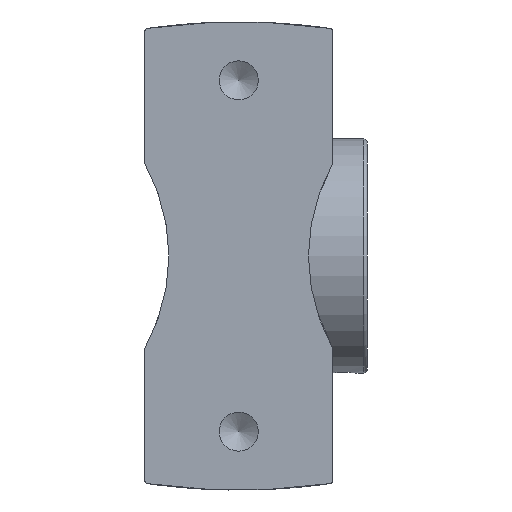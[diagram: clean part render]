
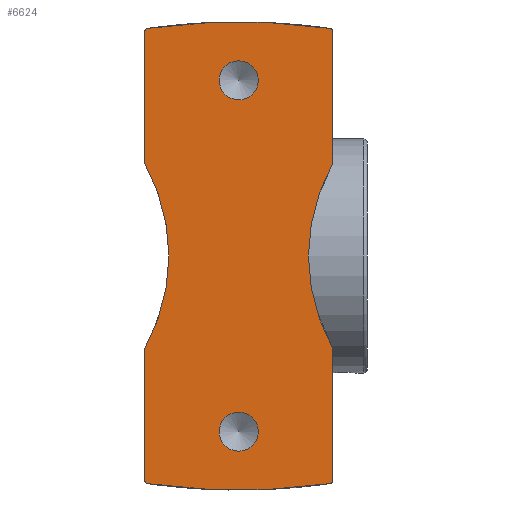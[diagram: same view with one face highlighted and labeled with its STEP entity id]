
A CAD part, front view. The second image highlights one B-rep face of the part: STEP entity #6624.
In plain terms, the highlighted face is planar.
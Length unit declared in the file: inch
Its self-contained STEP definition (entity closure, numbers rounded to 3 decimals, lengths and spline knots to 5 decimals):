
#575=CARTESIAN_POINT('',(-0.2085,-1.87598,0.));
#576=VERTEX_POINT('',#575);
#586=CARTESIAN_POINT('',(0.2085,-1.87598,0.));
#587=VERTEX_POINT('',#586);
#588=CARTESIAN_POINT('',(0.,-1.87598,0.));
#589=DIRECTION('',(0.,0.,1.));
#590=DIRECTION('',(1.,0.,-0.));
#591=AXIS2_PLACEMENT_3D('',#588,#589,#590);
#592=CIRCLE('',#591,0.2085);
#593=EDGE_CURVE('',#587,#576,#592,.T.);
#595=CARTESIAN_POINT('',(0.,-1.87598,0.));
#596=DIRECTION('',(0.,0.,1.));
#597=DIRECTION('',(1.,0.,-0.));
#598=AXIS2_PLACEMENT_3D('',#595,#596,#597);
#599=CIRCLE('',#598,0.2085);
#600=EDGE_CURVE('',#576,#587,#599,.T.);
#645=CARTESIAN_POINT('',(-0.2085,1.87598,0.));
#646=VERTEX_POINT('',#645);
#656=CARTESIAN_POINT('',(0.2085,1.87598,0.));
#657=VERTEX_POINT('',#656);
#658=CARTESIAN_POINT('',(0.,1.87598,0.));
#659=DIRECTION('',(0.,0.,1.));
#660=DIRECTION('',(1.,0.,-0.));
#661=AXIS2_PLACEMENT_3D('',#658,#659,#660);
#662=CIRCLE('',#661,0.2085);
#663=EDGE_CURVE('',#657,#646,#662,.T.);
#665=CARTESIAN_POINT('',(0.,1.87598,0.));
#666=DIRECTION('',(0.,0.,1.));
#667=DIRECTION('',(1.,0.,-0.));
#668=AXIS2_PLACEMENT_3D('',#665,#666,#667);
#669=CIRCLE('',#668,0.2085);
#670=EDGE_CURVE('',#646,#657,#669,.T.);
#3064=CARTESIAN_POINT('',(-0.97387,-2.431,0.));
#3065=VERTEX_POINT('',#3064);
#3072=CARTESIAN_POINT('',(0.97387,-2.431,0.));
#3073=VERTEX_POINT('',#3072);
#3074=CARTESIAN_POINT('',(-0.,4.4071,0.));
#3075=DIRECTION('',(0.,0.,-1.));
#3076=DIRECTION('',(1.,0.,0.));
#3077=AXIS2_PLACEMENT_3D('',#3074,#3075,#3076);
#3078=CIRCLE('',#3077,6.9071);
#3079=EDGE_CURVE('',#3073,#3065,#3078,.T.);
#3881=CARTESIAN_POINT('',(1.00394,-2.39635,0.));
#3882=VERTEX_POINT('',#3881);
#3889=CARTESIAN_POINT('',(1.00394,-0.98425,0.));
#3890=VERTEX_POINT('',#3889);
#3891=CARTESIAN_POINT('',(1.00394,1.08378,0.));
#3892=DIRECTION('',(0.,-1.,0.));
#3893=VECTOR('',#3892,0.55594);
#3894=LINE('',#3891,#3893);
#3895=EDGE_CURVE('',#3890,#3882,#3894,.T.);
#3913=CARTESIAN_POINT('',(0.96894,-2.39635,0.));
#3914=DIRECTION('',(0.,0.,1.));
#3915=DIRECTION('',(0.755,-0.655,0.));
#3916=AXIS2_PLACEMENT_3D('',#3913,#3914,#3915);
#3917=CIRCLE('',#3916,0.035);
#3918=EDGE_CURVE('',#3073,#3882,#3917,.T.);
#6025=CARTESIAN_POINT('',(-1.00394,-2.39635,0.));
#6026=VERTEX_POINT('',#6025);
#6033=CARTESIAN_POINT('',(-0.96894,-2.39635,0.));
#6034=DIRECTION('',(0.,0.,1.));
#6035=DIRECTION('',(-0.755,-0.655,0.));
#6036=AXIS2_PLACEMENT_3D('',#6033,#6034,#6035);
#6037=CIRCLE('',#6036,0.035);
#6038=EDGE_CURVE('',#6026,#3065,#6037,.T.);
#6050=CARTESIAN_POINT('',(-1.00394,-0.98425,0.));
#6051=VERTEX_POINT('',#6050);
#6058=CARTESIAN_POINT('',(-1.00394,1.08378,0.));
#6059=DIRECTION('',(0.,-1.,0.));
#6060=VECTOR('',#6059,0.55594);
#6061=LINE('',#6058,#6060);
#6062=EDGE_CURVE('',#6051,#6026,#6061,.T.);
#6073=CARTESIAN_POINT('',(-0.74498,-0.,0.));
#6074=VERTEX_POINT('',#6073);
#6085=CARTESIAN_POINT('',(-1.00394,0.98425,0.));
#6086=VERTEX_POINT('',#6085);
#6093=CARTESIAN_POINT('',(-2.74498,0.,0.));
#6094=DIRECTION('',(0.,0.,1.));
#6095=DIRECTION('',(-1.,0.,0.));
#6096=AXIS2_PLACEMENT_3D('',#6093,#6094,#6095);
#6097=CIRCLE('',#6096,2.);
#6098=EDGE_CURVE('',#6074,#6086,#6097,.T.);
#6139=CARTESIAN_POINT('',(-1.00394,2.39635,0.));
#6140=VERTEX_POINT('',#6139);
#6147=CARTESIAN_POINT('',(-1.00394,2.41472,0.));
#6148=DIRECTION('',(0.,-1.,0.));
#6149=VECTOR('',#6148,0.55594);
#6150=LINE('',#6147,#6149);
#6151=EDGE_CURVE('',#6140,#6086,#6150,.T.);
#6163=CARTESIAN_POINT('',(-0.97387,2.431,0.));
#6164=VERTEX_POINT('',#6163);
#6171=CARTESIAN_POINT('',(-0.96894,2.39635,0.));
#6172=DIRECTION('',(0.,0.,1.));
#6173=DIRECTION('',(-0.755,0.655,0.));
#6174=AXIS2_PLACEMENT_3D('',#6171,#6172,#6173);
#6175=CIRCLE('',#6174,0.035);
#6176=EDGE_CURVE('',#6164,#6140,#6175,.T.);
#6507=CARTESIAN_POINT('',(1.00394,2.39635,0.));
#6508=VERTEX_POINT('',#6507);
#6515=CARTESIAN_POINT('',(0.97387,2.431,0.));
#6516=VERTEX_POINT('',#6515);
#6517=CARTESIAN_POINT('',(0.96894,2.39635,0.));
#6518=DIRECTION('',(0.,-0.,1.));
#6519=DIRECTION('',(0.755,0.655,0.));
#6520=AXIS2_PLACEMENT_3D('',#6517,#6518,#6519);
#6521=CIRCLE('',#6520,0.035);
#6522=EDGE_CURVE('',#6508,#6516,#6521,.T.);
#6539=CARTESIAN_POINT('',(1.00394,0.98425,0.));
#6540=VERTEX_POINT('',#6539);
#6547=CARTESIAN_POINT('',(1.00394,2.41472,0.));
#6548=DIRECTION('',(0.,-1.,0.));
#6549=VECTOR('',#6548,0.55594);
#6550=LINE('',#6547,#6549);
#6551=EDGE_CURVE('',#6508,#6540,#6550,.T.);
#6569=CARTESIAN_POINT('',(0.49678,1.23409,0.));
#6570=DIRECTION('',(0.,0.,1.));
#6571=DIRECTION('',(1.,0.,0.));
#6572=AXIS2_PLACEMENT_3D('',#6569,#6570,#6571);
#6573=PLANE('',#6572);
#6574=ORIENTED_EDGE('',*,*,#593,.T.);
#6575=ORIENTED_EDGE('',*,*,#600,.T.);
#6576=EDGE_LOOP('',(#6574,#6575));
#6577=FACE_BOUND('',#6576,.T.);
#6578=ORIENTED_EDGE('',*,*,#663,.T.);
#6579=ORIENTED_EDGE('',*,*,#670,.T.);
#6580=EDGE_LOOP('',(#6578,#6579));
#6581=FACE_BOUND('',#6580,.T.);
#6582=ORIENTED_EDGE('',*,*,#6522,.F.);
#6583=ORIENTED_EDGE('',*,*,#6551,.T.);
#6584=CARTESIAN_POINT('',(0.74498,0.,0.));
#6585=VERTEX_POINT('',#6584);
#6586=CARTESIAN_POINT('',(2.74498,0.,0.));
#6587=DIRECTION('',(0.,0.,1.));
#6588=DIRECTION('',(1.,0.,-0.));
#6589=AXIS2_PLACEMENT_3D('',#6586,#6587,#6588);
#6590=CIRCLE('',#6589,2.);
#6591=EDGE_CURVE('',#6540,#6585,#6590,.T.);
#6592=ORIENTED_EDGE('',*,*,#6591,.T.);
#6593=CARTESIAN_POINT('',(2.74498,0.,0.));
#6594=DIRECTION('',(0.,0.,1.));
#6595=DIRECTION('',(1.,0.,-0.));
#6596=AXIS2_PLACEMENT_3D('',#6593,#6594,#6595);
#6597=CIRCLE('',#6596,2.);
#6598=EDGE_CURVE('',#6585,#3890,#6597,.T.);
#6599=ORIENTED_EDGE('',*,*,#6598,.T.);
#6600=ORIENTED_EDGE('',*,*,#3895,.T.);
#6601=ORIENTED_EDGE('',*,*,#3918,.F.);
#6602=ORIENTED_EDGE('',*,*,#3079,.T.);
#6603=ORIENTED_EDGE('',*,*,#6038,.F.);
#6604=ORIENTED_EDGE('',*,*,#6062,.F.);
#6605=CARTESIAN_POINT('',(-2.74498,0.,0.));
#6606=DIRECTION('',(0.,0.,1.));
#6607=DIRECTION('',(-1.,0.,0.));
#6608=AXIS2_PLACEMENT_3D('',#6605,#6606,#6607);
#6609=CIRCLE('',#6608,2.);
#6610=EDGE_CURVE('',#6051,#6074,#6609,.T.);
#6611=ORIENTED_EDGE('',*,*,#6610,.T.);
#6612=ORIENTED_EDGE('',*,*,#6098,.T.);
#6613=ORIENTED_EDGE('',*,*,#6151,.F.);
#6614=ORIENTED_EDGE('',*,*,#6176,.F.);
#6615=CARTESIAN_POINT('',(0.,-4.4071,0.));
#6616=DIRECTION('',(0.,0.,-1.));
#6617=DIRECTION('',(-1.,0.,0.));
#6618=AXIS2_PLACEMENT_3D('',#6615,#6616,#6617);
#6619=CIRCLE('',#6618,6.9071);
#6620=EDGE_CURVE('',#6164,#6516,#6619,.T.);
#6621=ORIENTED_EDGE('',*,*,#6620,.T.);
#6622=EDGE_LOOP('',(#6582,#6583,#6592,#6599,#6600,#6601,#6602,#6603,#6604,#6611,#6612,#6613,#6614,#6621));
#6623=FACE_BOUND('',#6622,.T.);
#6624=ADVANCED_FACE('',(#6577,#6581,#6623),#6573,.F.);
